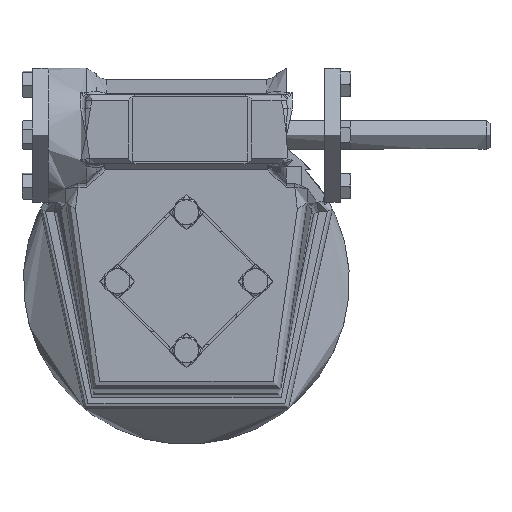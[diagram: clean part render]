
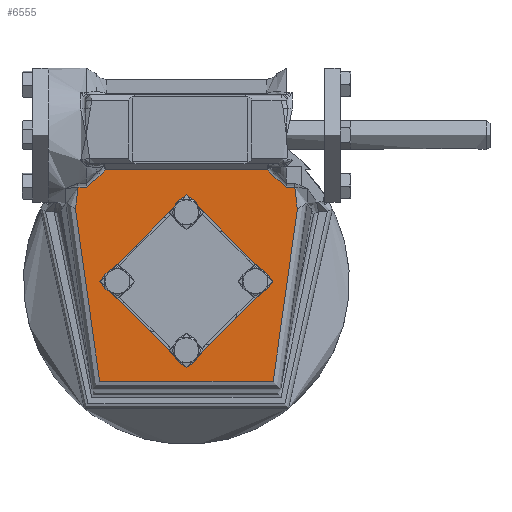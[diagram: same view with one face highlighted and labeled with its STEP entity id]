
A CAD part, top view. The second image highlights one B-rep face of the part: STEP entity #6555.
In plain terms, the highlighted planar face has unit normal (0, 0, 1).
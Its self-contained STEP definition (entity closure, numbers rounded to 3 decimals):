
#326=B_SPLINE_CURVE_WITH_KNOTS('',3,(#13213,#13214,#13215,#13216,#13217),
 .UNSPECIFIED.,.F.,.F.,(4,1,4),(0.,0.002,0.003),
 .UNSPECIFIED.);
#328=B_SPLINE_CURVE_WITH_KNOTS('',3,(#13258,#13259,#13260,#13261,#13262,
#13263,#13264),.UNSPECIFIED.,.F.,.F.,(4,1,1,1,4),(0.,0.003,
0.005,0.008,0.011),
 .UNSPECIFIED.);
#344=B_SPLINE_CURVE_WITH_KNOTS('',3,(#13724,#13725,#13726,#13727,#13728),
 .UNSPECIFIED.,.F.,.F.,(4,1,4),(0.,0.002,0.003),
 .UNSPECIFIED.);
#346=B_SPLINE_CURVE_WITH_KNOTS('',3,(#13787,#13788,#13789,#13790,#13791,
#13792,#13793),.UNSPECIFIED.,.F.,.F.,(4,1,1,1,4),(0.,0.003,
0.005,0.008,0.011),
 .UNSPECIFIED.);
#376=B_SPLINE_CURVE_WITH_KNOTS('',3,(#14759,#14760,#14761,#14762,#14763,
#14764),.UNSPECIFIED.,.F.,.F.,(4,1,1,4),(0.001,0.004,
0.007,0.013),.UNSPECIFIED.);
#379=B_SPLINE_CURVE_WITH_KNOTS('',3,(#14939,#14940,#14941,#14942,#14943,
#14944,#14945),.UNSPECIFIED.,.F.,.F.,(4,1,1,1,4),(0.,0.003,
0.006,0.009,0.012),
 .UNSPECIFIED.);
#936=CIRCLE('',#7331,69.);
#965=CIRCLE('',#7374,45.125);
#2204=ORIENTED_EDGE('',*,*,#3306,.T.);
#2205=ORIENTED_EDGE('',*,*,#3303,.T.);
#2206=ORIENTED_EDGE('',*,*,#3493,.T.);
#2207=ORIENTED_EDGE('',*,*,#3334,.T.);
#2208=ORIENTED_EDGE('',*,*,#3337,.T.);
#2209=ORIENTED_EDGE('',*,*,#3340,.T.);
#2210=ORIENTED_EDGE('',*,*,#3394,.T.);
#2211=ORIENTED_EDGE('',*,*,#3398,.T.);
#2212=ORIENTED_EDGE('',*,*,#3401,.T.);
#2213=ORIENTED_EDGE('',*,*,#3309,.T.);
#2214=ORIENTED_EDGE('',*,*,#3496,.T.);
#3303=EDGE_CURVE('',#4175,#4173,#326,.T.);
#3306=EDGE_CURVE('',#4177,#4175,#328,.T.);
#3309=EDGE_CURVE('',#4179,#4177,#4654,.F.);
#3334=EDGE_CURVE('',#4196,#4198,#344,.T.);
#3337=EDGE_CURVE('',#4198,#4200,#346,.T.);
#3340=EDGE_CURVE('',#4200,#4202,#4655,.T.);
#3394=EDGE_CURVE('',#4202,#4246,#376,.T.);
#3398=EDGE_CURVE('',#4246,#4249,#936,.F.);
#3401=EDGE_CURVE('',#4249,#4179,#379,.T.);
#3493=EDGE_CURVE('',#4173,#4196,#4667,.T.);
#3496=EDGE_CURVE('',#4297,#4297,#965,.T.);
#4173=VERTEX_POINT('',#13163);
#4175=VERTEX_POINT('',#13206);
#4177=VERTEX_POINT('',#13249);
#4179=VERTEX_POINT('',#13267);
#4196=VERTEX_POINT('',#13680);
#4198=VERTEX_POINT('',#13723);
#4200=VERTEX_POINT('',#13786);
#4202=VERTEX_POINT('',#13804);
#4246=VERTEX_POINT('',#14765);
#4249=VERTEX_POINT('',#14786);
#4297=VERTEX_POINT('',#16375);
#4654=LINE('',#13270,#4940);
#4655=LINE('',#13805,#4941);
#4667=LINE('',#16369,#4953);
#4940=VECTOR('',#8476,1000.);
#4941=VECTOR('',#8499,1000.);
#4953=VECTOR('',#8657,1000.);
#5444=EDGE_LOOP('',(#2204,#2205,#2206,#2207,#2208,#2209,#2210,#2211,#2212,
#2213));
#5445=EDGE_LOOP('',(#2214));
#5965=FACE_BOUND('',#5444,.T.);
#5966=FACE_BOUND('',#5445,.T.);
#6204=PLANE('',#7404);
#6555=ADVANCED_FACE('',(#5965,#5966),#6204,.F.);
#7331=AXIS2_PLACEMENT_3D('',#14787,#8567,#8568);
#7374=AXIS2_PLACEMENT_3D('',#16374,#8663,#8664);
#7404=AXIS2_PLACEMENT_3D('',#16525,#8725,#8726);
#8476=DIRECTION('',(1.,0.,0.));
#8499=DIRECTION('',(-1.,0.,0.));
#8567=DIRECTION('',(0.,0.,-1.));
#8568=DIRECTION('',(-1.,0.,0.));
#8657=DIRECTION('',(-1.,0.,0.));
#8663=DIRECTION('',(0.,0.,-1.));
#8664=DIRECTION('',(0.,-1.,0.));
#8725=DIRECTION('',(0.,0.,-1.));
#8726=DIRECTION('',(-1.,0.,0.));
#13163=CARTESIAN_POINT('',(42.386,58.225,23.5));
#13206=CARTESIAN_POINT('',(44.501,55.679,23.5));
#13213=CARTESIAN_POINT('',(44.501,55.679,23.5));
#13214=CARTESIAN_POINT('',(44.31,56.218,23.5));
#13215=CARTESIAN_POINT('',(43.812,57.229,23.5));
#13216=CARTESIAN_POINT('',(42.934,58.041,23.5));
#13217=CARTESIAN_POINT('',(42.386,58.225,23.5));
#13249=CARTESIAN_POINT('',(52.2,49.036,23.5));
#13258=CARTESIAN_POINT('',(52.2,49.036,23.5));
#13259=CARTESIAN_POINT('',(51.285,49.036,23.5));
#13260=CARTESIAN_POINT('',(49.494,49.433,23.5));
#13261=CARTESIAN_POINT('',(47.221,51.01,23.5));
#13262=CARTESIAN_POINT('',(45.558,53.17,23.5));
#13263=CARTESIAN_POINT('',(44.805,54.823,23.5));
#13264=CARTESIAN_POINT('',(44.501,55.679,23.5));
#13267=CARTESIAN_POINT('',(56.568,49.036,23.5));
#13270=CARTESIAN_POINT('',(52.2,49.036,23.5));
#13680=CARTESIAN_POINT('',(-42.386,58.225,23.5));
#13723=CARTESIAN_POINT('',(-44.501,55.679,23.5));
#13724=CARTESIAN_POINT('',(-42.386,58.225,23.5));
#13725=CARTESIAN_POINT('',(-42.934,58.041,23.5));
#13726=CARTESIAN_POINT('',(-43.798,57.247,23.5));
#13727=CARTESIAN_POINT('',(-44.31,56.218,23.5));
#13728=CARTESIAN_POINT('',(-44.501,55.679,23.5));
#13786=CARTESIAN_POINT('',(-52.2,49.036,23.5));
#13787=CARTESIAN_POINT('',(-44.501,55.679,23.5));
#13788=CARTESIAN_POINT('',(-44.805,54.823,23.5));
#13789=CARTESIAN_POINT('',(-45.545,53.193,23.5));
#13790=CARTESIAN_POINT('',(-47.214,51.016,23.5));
#13791=CARTESIAN_POINT('',(-49.484,49.437,23.5));
#13792=CARTESIAN_POINT('',(-51.283,49.036,23.5));
#13793=CARTESIAN_POINT('',(-52.2,49.036,23.5));
#13804=CARTESIAN_POINT('',(-56.568,49.036,23.5));
#13805=CARTESIAN_POINT('',(-57.281,49.036,23.5));
#14759=CARTESIAN_POINT('',(-56.568,49.036,23.5));
#14760=CARTESIAN_POINT('',(-56.159,48.133,23.5));
#14761=CARTESIAN_POINT('',(-55.667,46.166,23.5));
#14762=CARTESIAN_POINT('',(-55.738,42.158,23.5));
#14763=CARTESIAN_POINT('',(-56.767,39.276,23.5));
#14764=CARTESIAN_POINT('',(-57.861,37.591,23.5));
#14765=CARTESIAN_POINT('',(-57.861,37.591,23.5));
#14786=CARTESIAN_POINT('',(57.861,37.591,23.5));
#14787=CARTESIAN_POINT('',(0.,0.,23.5));
#14939=CARTESIAN_POINT('',(57.861,37.591,23.5));
#14940=CARTESIAN_POINT('',(57.312,38.436,23.5));
#14941=CARTESIAN_POINT('',(56.436,40.215,23.5));
#14942=CARTESIAN_POINT('',(55.718,43.158,23.5));
#14943=CARTESIAN_POINT('',(55.668,46.153,23.5));
#14944=CARTESIAN_POINT('',(56.151,48.116,23.5));
#14945=CARTESIAN_POINT('',(56.568,49.036,23.5));
#16369=CARTESIAN_POINT('',(0.,58.225,23.5));
#16374=CARTESIAN_POINT('',(0.,0.,23.5));
#16375=CARTESIAN_POINT('',(0.,-45.125,23.5));
#16525=CARTESIAN_POINT('',(0.,0.,23.5));
